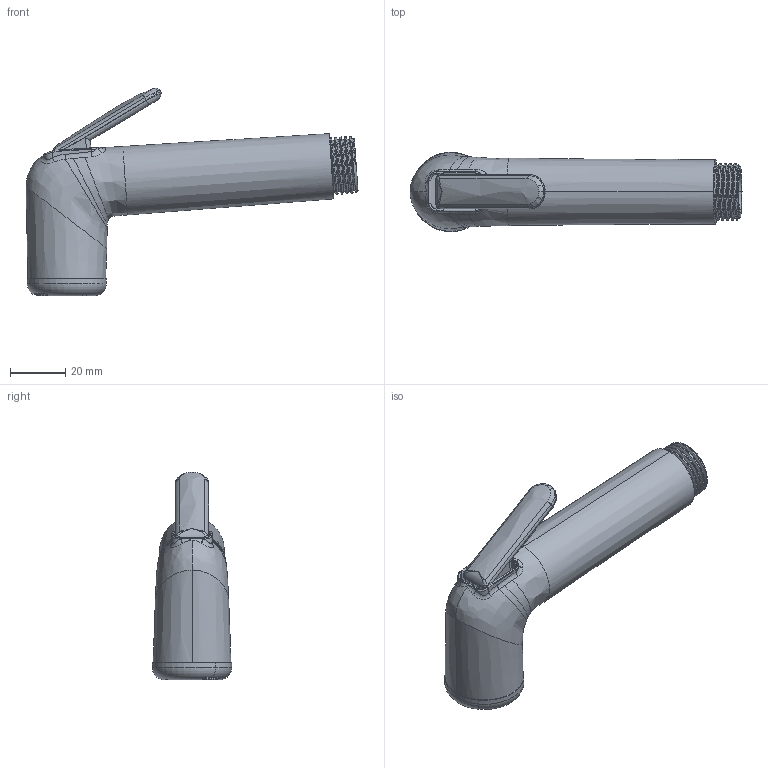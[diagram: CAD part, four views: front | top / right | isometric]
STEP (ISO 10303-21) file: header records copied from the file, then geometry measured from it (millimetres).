
FILE_DESCRIPTION((''),'2;1');
FILE_NAME('ZDOC060CR','2021-05-05T08:53:06',('ut3'),('PAFFONI SpA'),'CREO PARAMETRIC BY PTC INC, 2020044','CREO PARAMETRIC BY PTC INC, 2020044','');
FILE_SCHEMA(('CONFIG_CONTROL_DESIGN','SHAPE_APPEARANCE_LAYERS_GROUPS'));
Products named in the file (1): ZDOC060CR
Bounding box: 120.43 x 28.76 x 75.37 mm (x, y, z)
Surface area: 25596.4 mm2 (no closed solid volume)
Topology: 0 solids, 3 shells, 498 faces, 2036 edges, 1515 vertices
Faces by surface type: cylinder 191, bspline 111, plane 86, torus 83, sphere 14, cone 13
Entity records: 41274 total; most frequent: CARTESIAN_POINT 21795, ORIENTED_EDGE 3630, DIRECTION 3005, EDGE_CURVE 2022, VERTEX_POINT 1515, AXIS2_PLACEMENT_3D 1315, CIRCLE 928, B_SPLINE_CURVE_WITH_KNOTS 719
